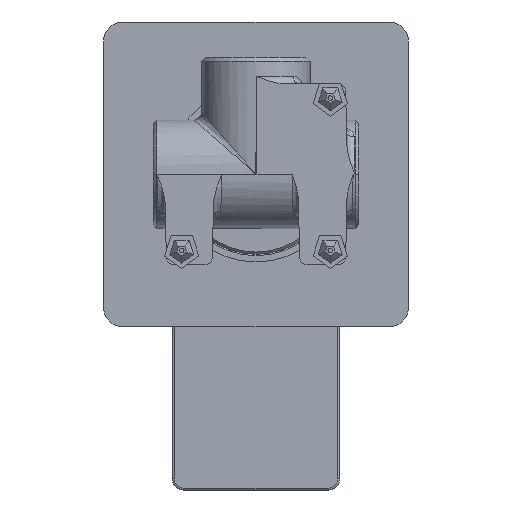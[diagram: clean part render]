
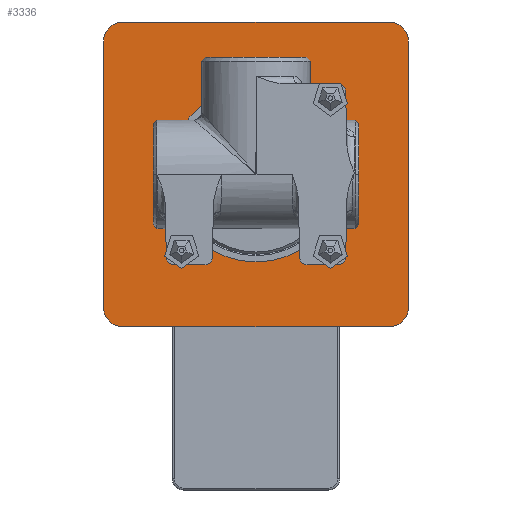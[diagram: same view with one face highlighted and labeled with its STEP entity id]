
A CAD part, front view. The second image highlights one B-rep face of the part: STEP entity #3336.
In plain terms, the highlighted face is planar.
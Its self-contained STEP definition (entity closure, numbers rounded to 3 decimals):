
#2936=CARTESIAN_POINT('',(-2.,35.,35.));
#2937=DIRECTION('',(1.,0.,0.));
#2938=DIRECTION('',(0.,1.,0.));
#2939=AXIS2_PLACEMENT_3D('',#2936,#2937,#2938);
#2941=CARTESIAN_POINT('',(-2.,-35.,35.));
#2942=DIRECTION('',(1.,0.,0.));
#2943=DIRECTION('',(0.,0.,1.));
#2944=AXIS2_PLACEMENT_3D('',#2941,#2942,#2943);
#2946=CARTESIAN_POINT('',(-2.,-35.,-35.));
#2947=DIRECTION('',(1.,0.,0.));
#2948=DIRECTION('',(0.,-1.,0.));
#2949=AXIS2_PLACEMENT_3D('',#2946,#2947,#2948);
#2951=CARTESIAN_POINT('',(-2.,35.,-35.));
#2952=DIRECTION('',(1.,0.,0.));
#2953=DIRECTION('',(0.,0.,-1.));
#2954=AXIS2_PLACEMENT_3D('',#2951,#2952,#2953);
#2956=CARTESIAN_POINT('',(-2.,0.,0.));
#2957=DIRECTION('',(-1.,0.,0.));
#2958=DIRECTION('',(0.,0.,1.));
#2959=AXIS2_PLACEMENT_3D('',#2956,#2957,#2958);
#2961=CARTESIAN_POINT('',(-2.,0.,0.));
#2962=DIRECTION('',(-1.,0.,0.));
#2963=DIRECTION('',(0.,0.,-1.));
#2964=AXIS2_PLACEMENT_3D('',#2961,#2962,#2963);
#2970=DIRECTION('',(0.,0.,-1.));
#2971=VECTOR('',#2970,70.);
#2972=CARTESIAN_POINT('',(-2.,40.,35.));
#2973=LINE('',#2972,#2971);
#3001=DIRECTION('',(0.,-1.,0.));
#3002=VECTOR('',#3001,70.);
#3003=CARTESIAN_POINT('',(-2.,35.,-40.));
#3004=LINE('',#3003,#3002);
#3032=DIRECTION('',(0.,0.,1.));
#3033=VECTOR('',#3032,70.);
#3034=CARTESIAN_POINT('',(-2.,-40.,-35.));
#3035=LINE('',#3034,#3033);
#3063=DIRECTION('',(0.,1.,0.));
#3064=VECTOR('',#3063,70.);
#3065=CARTESIAN_POINT('',(-2.,-35.,40.));
#3066=LINE('',#3065,#3064);
#3272=CARTESIAN_POINT('',(-2.,0.,21.35));
#3273=CARTESIAN_POINT('',(-2.,0.,-21.35));
#3274=VERTEX_POINT('',#3272);
#3275=VERTEX_POINT('',#3273);
#3276=CARTESIAN_POINT('',(-2.,40.,35.));
#3277=CARTESIAN_POINT('',(-2.,40.,-35.));
#3278=VERTEX_POINT('',#3276);
#3279=VERTEX_POINT('',#3277);
#3280=CARTESIAN_POINT('',(-2.,35.,40.));
#3281=VERTEX_POINT('',#3280);
#3282=CARTESIAN_POINT('',(-2.,-35.,40.));
#3283=VERTEX_POINT('',#3282);
#3284=CARTESIAN_POINT('',(-2.,-40.,35.));
#3285=VERTEX_POINT('',#3284);
#3286=CARTESIAN_POINT('',(-2.,-40.,-35.));
#3287=VERTEX_POINT('',#3286);
#3288=CARTESIAN_POINT('',(-2.,-35.,-40.));
#3289=VERTEX_POINT('',#3288);
#3290=CARTESIAN_POINT('',(-2.,35.,-40.));
#3291=VERTEX_POINT('',#3290);
#3308=CARTESIAN_POINT('',(-2.,0.,0.));
#3309=DIRECTION('',(1.,0.,0.));
#3310=DIRECTION('',(0.,0.,-1.));
#3311=AXIS2_PLACEMENT_3D('',#3308,#3309,#3310);
#3312=PLANE('',#3311);
#3314=ORIENTED_EDGE('',*,*,#3313,.F.);
#3316=ORIENTED_EDGE('',*,*,#3315,.T.);
#3318=ORIENTED_EDGE('',*,*,#3317,.F.);
#3320=ORIENTED_EDGE('',*,*,#3319,.T.);
#3322=ORIENTED_EDGE('',*,*,#3321,.F.);
#3324=ORIENTED_EDGE('',*,*,#3323,.T.);
#3326=ORIENTED_EDGE('',*,*,#3325,.F.);
#3328=ORIENTED_EDGE('',*,*,#3327,.T.);
#3329=EDGE_LOOP('',(#3314,#3316,#3318,#3320,#3322,#3324,#3326,#3328));
#3330=FACE_OUTER_BOUND('',#3329,.F.);
#3331=ORIENTED_EDGE('',*,*,#3297,.T.);
#3333=ORIENTED_EDGE('',*,*,#3332,.T.);
#3334=EDGE_LOOP('',(#3331,#3333));
#3335=FACE_BOUND('',#3334,.F.);
#3336=ADVANCED_FACE('',(#3330,#3335),#3312,.F.);
#2940=CIRCLE('',#2939,5.);
#2945=CIRCLE('',#2944,5.);
#2950=CIRCLE('',#2949,5.);
#2955=CIRCLE('',#2954,5.);
#2960=CIRCLE('',#2959,21.35);
#2965=CIRCLE('',#2964,21.35);
#3297=EDGE_CURVE('',#3274,#3275,#2960,.T.);
#3313=EDGE_CURVE('',#3278,#3279,#2973,.T.);
#3315=EDGE_CURVE('',#3278,#3281,#2940,.T.);
#3317=EDGE_CURVE('',#3283,#3281,#3066,.T.);
#3319=EDGE_CURVE('',#3283,#3285,#2945,.T.);
#3321=EDGE_CURVE('',#3287,#3285,#3035,.T.);
#3323=EDGE_CURVE('',#3287,#3289,#2950,.T.);
#3325=EDGE_CURVE('',#3291,#3289,#3004,.T.);
#3327=EDGE_CURVE('',#3291,#3279,#2955,.T.);
#3332=EDGE_CURVE('',#3275,#3274,#2965,.T.);
